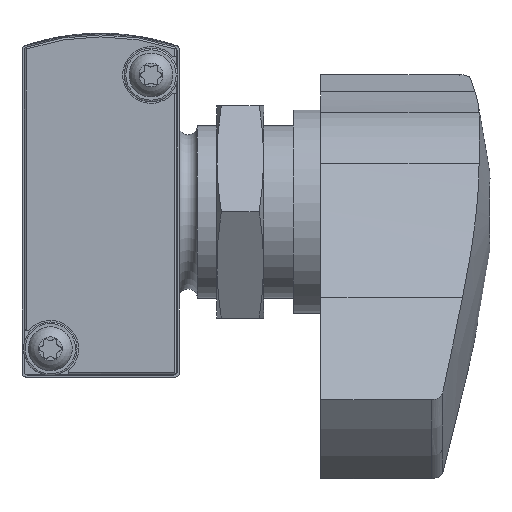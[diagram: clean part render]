
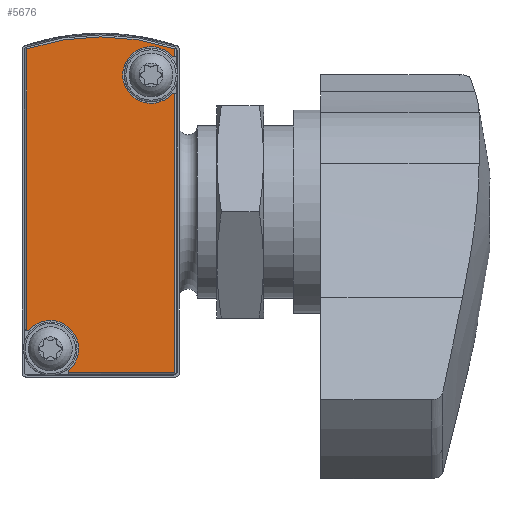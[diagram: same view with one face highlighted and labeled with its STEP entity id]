
A CAD part, front view. The second image highlights one B-rep face of the part: STEP entity #5676.
In plain terms, the highlighted planar face has unit normal (0, -1, 0).
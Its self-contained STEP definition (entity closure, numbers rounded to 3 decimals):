
#111=PLANE('',#6021);
#219=CIRCLE('',#6022,0.4);
#220=CIRCLE('',#6023,3.6);
#221=CIRCLE('',#6024,0.4);
#222=CIRCLE('',#6025,29.537);
#223=CIRCLE('',#6026,0.4);
#224=CIRCLE('',#6027,3.6);
#225=CIRCLE('',#6028,0.4);
#596=LINE('',#8502,#848);
#597=LINE('',#8511,#849);
#598=LINE('',#8515,#850);
#599=LINE('',#8523,#851);
#848=VECTOR('',#6755,1000.);
#849=VECTOR('',#6762,1000.);
#850=VECTOR('',#6765,1000.);
#851=VECTOR('',#6772,1000.);
#1124=ORIENTED_EDGE('',*,*,#2488,.T.);
#1125=ORIENTED_EDGE('',*,*,#2489,.F.);
#1126=ORIENTED_EDGE('',*,*,#2490,.T.);
#1127=ORIENTED_EDGE('',*,*,#2491,.F.);
#1128=ORIENTED_EDGE('',*,*,#2492,.T.);
#1129=ORIENTED_EDGE('',*,*,#2493,.T.);
#1130=ORIENTED_EDGE('',*,*,#2494,.F.);
#1131=ORIENTED_EDGE('',*,*,#2495,.F.);
#1132=ORIENTED_EDGE('',*,*,#2496,.T.);
#1133=ORIENTED_EDGE('',*,*,#2497,.F.);
#1134=ORIENTED_EDGE('',*,*,#2498,.T.);
#2488=EDGE_CURVE('',#3167,#3168,#596,.F.);
#2489=EDGE_CURVE('',#3169,#3168,#219,.T.);
#2490=EDGE_CURVE('',#3169,#3170,#220,.T.);
#2491=EDGE_CURVE('',#3171,#3170,#221,.T.);
#2492=EDGE_CURVE('',#3171,#3172,#597,.F.);
#2493=EDGE_CURVE('',#3172,#3173,#222,.T.);
#2494=EDGE_CURVE('',#3174,#3173,#598,.F.);
#2495=EDGE_CURVE('',#3175,#3174,#223,.T.);
#2496=EDGE_CURVE('',#3175,#3176,#224,.T.);
#2497=EDGE_CURVE('',#3177,#3176,#225,.T.);
#2498=EDGE_CURVE('',#3177,#3167,#599,.T.);
#3167=VERTEX_POINT('',#8503);
#3168=VERTEX_POINT('',#8504);
#3169=VERTEX_POINT('',#8506);
#3170=VERTEX_POINT('',#8508);
#3171=VERTEX_POINT('',#8510);
#3172=VERTEX_POINT('',#8512);
#3173=VERTEX_POINT('',#8514);
#3174=VERTEX_POINT('',#8516);
#3175=VERTEX_POINT('',#8518);
#3176=VERTEX_POINT('',#8520);
#3177=VERTEX_POINT('',#8522);
#3696=EDGE_LOOP('',(#1124,#1125,#1126,#1127,#1128,#1129,#1130,#1131,#1132,
#1133,#1134));
#4145=FACE_BOUND('',#3696,.T.);
#5676=ADVANCED_FACE('',(#4145),#111,.F.);
#6021=AXIS2_PLACEMENT_3D('',#8501,#6753,#6754);
#6022=AXIS2_PLACEMENT_3D('',#8505,#6756,#6757);
#6023=AXIS2_PLACEMENT_3D('',#8507,#6758,#6759);
#6024=AXIS2_PLACEMENT_3D('',#8509,#6760,#6761);
#6025=AXIS2_PLACEMENT_3D('',#8513,#6763,#6764);
#6026=AXIS2_PLACEMENT_3D('',#8517,#6766,#6767);
#6027=AXIS2_PLACEMENT_3D('',#8519,#6768,#6769);
#6028=AXIS2_PLACEMENT_3D('',#8521,#6770,#6771);
#6753=DIRECTION('',(0.,1.,0.));
#6754=DIRECTION('',(0.,0.,1.));
#6755=DIRECTION('',(-1.,0.,0.));
#6756=DIRECTION('',(0.,1.,0.));
#6757=DIRECTION('',(1.,0.,0.));
#6758=DIRECTION('',(0.,1.,0.));
#6759=DIRECTION('',(1.,0.,0.));
#6760=DIRECTION('',(0.,1.,0.));
#6761=DIRECTION('',(1.,0.,0.));
#6762=DIRECTION('',(-1.,0.,0.));
#6763=DIRECTION('',(0.,-1.,0.));
#6764=DIRECTION('',(0.,0.,-1.));
#6765=DIRECTION('',(-1.,0.,0.));
#6766=DIRECTION('',(0.,1.,0.));
#6767=DIRECTION('',(1.,0.,0.));
#6768=DIRECTION('',(0.,1.,0.));
#6769=DIRECTION('',(1.,0.,0.));
#6770=DIRECTION('',(0.,1.,0.));
#6771=DIRECTION('',(1.,0.,0.));
#6772=DIRECTION('',(0.,0.,-1.));
#8501=CARTESIAN_POINT('',(-20.25,-13.2,-9.25));
#8502=CARTESIAN_POINT('',(25.,-13.2,-9.387));
#8503=CARTESIAN_POINT('',(-20.387,-13.2,-9.387));
#8504=CARTESIAN_POINT('',(15.097,-13.2,-9.387));
#8505=CARTESIAN_POINT('',(14.699,-13.2,-9.35));
#8506=CARTESIAN_POINT('',(14.969,-13.2,-9.055));
#8507=CARTESIAN_POINT('',(17.4,-13.2,-6.4));
#8508=CARTESIAN_POINT('',(19.831,-13.2,-9.055));
#8509=CARTESIAN_POINT('',(20.101,-13.2,-9.35));
#8510=CARTESIAN_POINT('',(19.703,-13.2,-9.387));
#8511=CARTESIAN_POINT('',(25.,-13.2,-9.387));
#8512=CARTESIAN_POINT('',(20.722,-13.2,-9.387));
#8513=CARTESIAN_POINT('',(-7.284,-13.2,0.));
#8514=CARTESIAN_POINT('',(20.722,-13.2,9.387));
#8515=CARTESIAN_POINT('',(25.,-13.2,9.387));
#8516=CARTESIAN_POINT('',(-15.097,-13.2,9.387));
#8517=CARTESIAN_POINT('',(-14.699,-13.2,9.35));
#8518=CARTESIAN_POINT('',(-14.969,-13.2,9.055));
#8519=CARTESIAN_POINT('',(-17.4,-13.2,6.4));
#8520=CARTESIAN_POINT('',(-20.055,-13.2,3.969));
#8521=CARTESIAN_POINT('',(-20.35,-13.2,3.699));
#8522=CARTESIAN_POINT('',(-20.387,-13.2,4.097));
#8523=CARTESIAN_POINT('',(-20.387,-13.2,10.));
